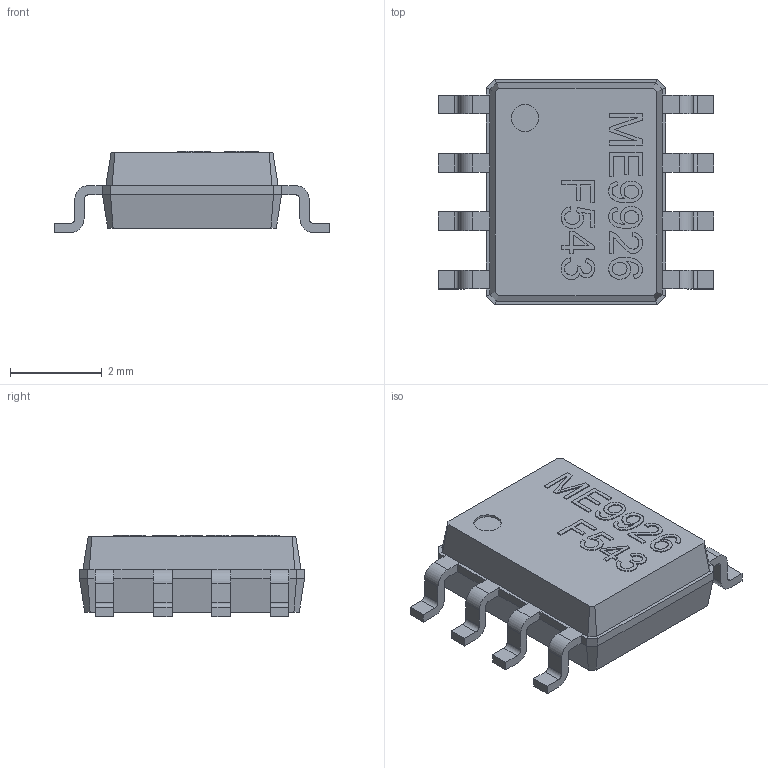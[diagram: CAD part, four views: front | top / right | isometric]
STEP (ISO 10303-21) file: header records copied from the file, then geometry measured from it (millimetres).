
FILE_DESCRIPTION(/* description */ (''),/* implementation_level */ '2;1');
FILE_NAME(/* name */ 'ME9926.step',/* time_stamp */ '2019-02-03T21:27:39+07:00',/* author */ ('boy9x0'),/* organization */ (''),/* preprocessor_version */ 'ST-DEVELOPER v17.2',/* originating_system */ 'Autodesk Translation Framework v7.6.0.251',/* authorisation */ '');
FILE_SCHEMA (('AUTOMOTIVE_DESIGN { 1 0 10303 214 3 1 1 }'));
Length unit declared in the file: millimetre
Products named in the file (2): ME9926; Component7
Assembly tree (1 placements, depth 2):
  ME9926
    Component7
Bounding box: 6 x 4.9 x 1.77 mm (x, y, z)
Volume: 30.2 mm3; surface area: 82.6 mm2
Topology: 11 solids, 11 shells, 389 faces, 1044 edges, 678 vertices
Faces by surface type: plane 209, bspline 147, cylinder 33
Full cylindrical faces by diameter (mm): 0.6 x1
Entity records: 13602 total; most frequent: CARTESIAN_POINT 4613, ORIENTED_EDGE 2088, DIRECTION 1308, EDGE_CURVE 1044, LINE 682, VECTOR 682, VERTEX_POINT 678, EDGE_LOOP 398
